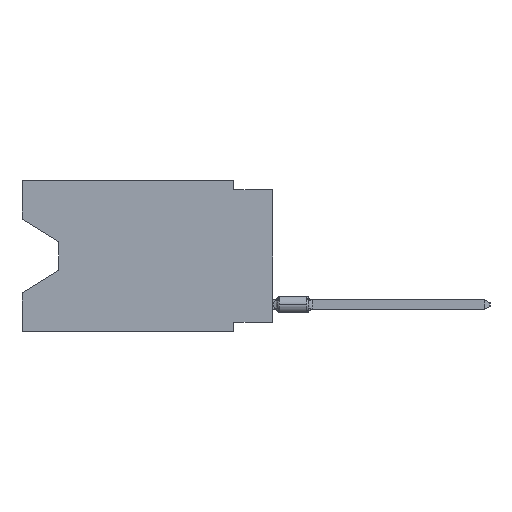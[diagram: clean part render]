
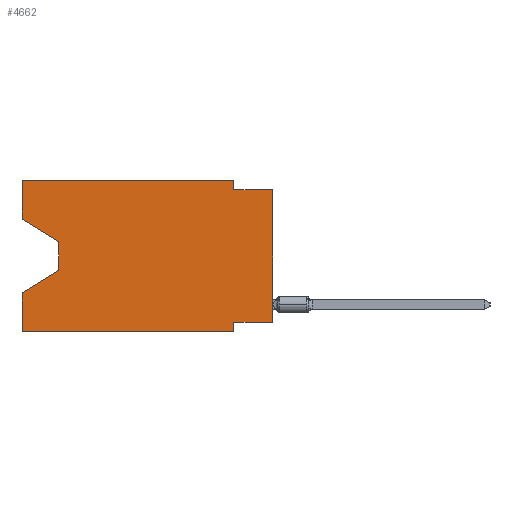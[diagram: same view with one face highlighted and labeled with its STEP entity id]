
A CAD part, left-side view. The second image highlights one B-rep face of the part: STEP entity #4662.
In plain terms, the highlighted planar face has unit normal (-1, 0, 0).
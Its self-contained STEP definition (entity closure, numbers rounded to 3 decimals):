
#317 = DIRECTION ( 'NONE',  ( 0., 0., -1. ) ) ;
#347 = EDGE_CURVE ( 'NONE', #7140, #16444, #6370, .T. ) ;
#702 = LINE ( 'NONE', #2769, #23024 ) ;
#714 = LINE ( 'NONE', #9722, #28645 ) ;
#938 = EDGE_CURVE ( 'NONE', #9233, #26763, #714, .T. ) ;
#1179 = CARTESIAN_POINT ( 'NONE',  ( 0., 16.383, -2.546 ) ) ;
#1401 = CARTESIAN_POINT ( 'NONE',  ( 0., 16.383, 0. ) ) ;
#1822 = ORIENTED_EDGE ( 'NONE', *, *, #347, .F. ) ;
#2100 = ORIENTED_EDGE ( 'NONE', *, *, #20743, .F. ) ;
#2589 = VERTEX_POINT ( 'NONE', #5175 ) ;
#2769 = CARTESIAN_POINT ( 'NONE',  ( 0., 13.97, -5.893 ) ) ;
#2840 = VECTOR ( 'NONE', #10189, 1000. ) ;
#2888 = CARTESIAN_POINT ( 'NONE',  ( 0., 16.383, -9.906 ) ) ;
#3027 = CARTESIAN_POINT ( 'NONE',  ( 0., 16.383, -9.906 ) ) ;
#3184 = LINE ( 'NONE', #3027, #4752 ) ;
#3192 = DIRECTION ( 'NONE',  ( 1., 0., 0. ) ) ;
#3728 = CARTESIAN_POINT ( 'NONE',  ( 0., 16.383, 0. ) ) ;
#3767 = FACE_OUTER_BOUND ( 'NONE', #5563, .T. ) ;
#3959 = EDGE_CURVE ( 'NONE', #20410, #23779, #25897, .T. ) ;
#4570 = ORIENTED_EDGE ( 'NONE', *, *, #23793, .T. ) ;
#4662 = ADVANCED_FACE ( 'NONE', ( #3767 ), #7753, .F. ) ;
#4752 = VECTOR ( 'NONE', #5539, 1000. ) ;
#5117 = VERTEX_POINT ( 'NONE', #5776 ) ;
#5175 = CARTESIAN_POINT ( 'NONE',  ( 0., 13.97, -5.893 ) ) ;
#5539 = DIRECTION ( 'NONE',  ( 0., -1., 0. ) ) ;
#5563 = EDGE_LOOP ( 'NONE', ( #19049, #4570, #8600, #1822, #17201, #2100, #15893, #7100, #24475, #9201, #12209, #13439 ) ) ;
#5776 = CARTESIAN_POINT ( 'NONE',  ( 0., 16.383, 0. ) ) ;
#5888 = CARTESIAN_POINT ( 'NONE',  ( 0., 0., 0. ) ) ;
#6370 = LINE ( 'NONE', #26640, #28623 ) ;
#6720 = CARTESIAN_POINT ( 'NONE',  ( 0., 16.383, 0. ) ) ;
#7089 = CARTESIAN_POINT ( 'NONE',  ( 0., 2.54, -9.906 ) ) ;
#7100 = ORIENTED_EDGE ( 'NONE', *, *, #24358, .T. ) ;
#7136 = VERTEX_POINT ( 'NONE', #21074 ) ;
#7140 = VERTEX_POINT ( 'NONE', #2888 ) ;
#7753 = PLANE ( 'NONE',  #22644 ) ;
#8212 = CARTESIAN_POINT ( 'NONE',  ( 0., 2.54, -9.906 ) ) ;
#8600 = ORIENTED_EDGE ( 'NONE', *, *, #12341, .T. ) ;
#9201 = ORIENTED_EDGE ( 'NONE', *, *, #25286, .F. ) ;
#9233 = VERTEX_POINT ( 'NONE', #27964 ) ;
#9381 = VECTOR ( 'NONE', #12651, 1000. ) ;
#9561 = DIRECTION ( 'NONE',  ( 0., 0.855, -0.519 ) ) ;
#9722 = CARTESIAN_POINT ( 'NONE',  ( 0., 0., -0.635 ) ) ;
#10049 = LINE ( 'NONE', #21585, #22070 ) ;
#10072 = EDGE_CURVE ( 'NONE', #20410, #5117, #13094, .T. ) ;
#10189 = DIRECTION ( 'NONE',  ( 0., -0.855, -0.519 ) ) ;
#10878 = CARTESIAN_POINT ( 'NONE',  ( 0., 13.97, -4.013 ) ) ;
#10941 = VERTEX_POINT ( 'NONE', #12975 ) ;
#11308 = VECTOR ( 'NONE', #18337, 1000. ) ;
#12209 = ORIENTED_EDGE ( 'NONE', *, *, #13154, .F. ) ;
#12341 = EDGE_CURVE ( 'NONE', #2589, #16444, #702, .T. ) ;
#12590 = LINE ( 'NONE', #3728, #29150 ) ;
#12651 = DIRECTION ( 'NONE',  ( 0., 0., -1. ) ) ;
#12975 = CARTESIAN_POINT ( 'NONE',  ( 0., 2.54, 0. ) ) ;
#13094 = LINE ( 'NONE', #6720, #23905 ) ;
#13154 = EDGE_CURVE ( 'NONE', #5117, #10941, #12590, .T. ) ;
#13439 = ORIENTED_EDGE ( 'NONE', *, *, #10072, .F. ) ;
#13544 = EDGE_CURVE ( 'NONE', #17058, #7136, #10049, .T. ) ;
#14186 = VERTEX_POINT ( 'NONE', #8212 ) ;
#15415 = DIRECTION ( 'NONE',  ( 0., 0., 1. ) ) ;
#15893 = ORIENTED_EDGE ( 'NONE', *, *, #13544, .F. ) ;
#16049 = VECTOR ( 'NONE', #21426, 1000. ) ;
#16444 = VERTEX_POINT ( 'NONE', #23539 ) ;
#17058 = VERTEX_POINT ( 'NONE', #19488 ) ;
#17201 = ORIENTED_EDGE ( 'NONE', *, *, #25128, .T. ) ;
#17971 = DIRECTION ( 'NONE',  ( 0., 0., 1. ) ) ;
#18337 = DIRECTION ( 'NONE',  ( 0., 0., -1. ) ) ;
#18646 = LINE ( 'NONE', #22652, #20345 ) ;
#18759 = DIRECTION ( 'NONE',  ( 0., -1., 0. ) ) ;
#18822 = DIRECTION ( 'NONE',  ( 0., -1., 0. ) ) ;
#19049 = ORIENTED_EDGE ( 'NONE', *, *, #3959, .T. ) ;
#19488 = CARTESIAN_POINT ( 'NONE',  ( 0., 0., -9.271 ) ) ;
#20048 = CARTESIAN_POINT ( 'NONE',  ( 0., 13.97, -4.013 ) ) ;
#20345 = VECTOR ( 'NONE', #317, 1000. ) ;
#20410 = VERTEX_POINT ( 'NONE', #25323 ) ;
#20743 = EDGE_CURVE ( 'NONE', #7136, #14186, #29165, .T. ) ;
#21074 = CARTESIAN_POINT ( 'NONE',  ( 0., 2.54, -9.271 ) ) ;
#21426 = DIRECTION ( 'NONE',  ( 0., 0., 1. ) ) ;
#21585 = CARTESIAN_POINT ( 'NONE',  ( 0., 0., -9.271 ) ) ;
#22070 = VECTOR ( 'NONE', #25597, 1000. ) ;
#22644 = AXIS2_PLACEMENT_3D ( 'NONE', #1401, #3192, #24029 ) ;
#22652 = CARTESIAN_POINT ( 'NONE',  ( 0., 2.54, 0. ) ) ;
#23024 = VECTOR ( 'NONE', #9561, 1000. ) ;
#23520 = LINE ( 'NONE', #5888, #16049 ) ;
#23539 = CARTESIAN_POINT ( 'NONE',  ( 0., 16.383, -7.36 ) ) ;
#23779 = VERTEX_POINT ( 'NONE', #10878 ) ;
#23793 = EDGE_CURVE ( 'NONE', #23779, #2589, #26853, .T. ) ;
#23905 = VECTOR ( 'NONE', #17971, 1000. ) ;
#24029 = DIRECTION ( 'NONE',  ( 0., 0., -1. ) ) ;
#24358 = EDGE_CURVE ( 'NONE', #17058, #26763, #23520, .T. ) ;
#24475 = ORIENTED_EDGE ( 'NONE', *, *, #938, .F. ) ;
#25128 = EDGE_CURVE ( 'NONE', #7140, #14186, #3184, .T. ) ;
#25286 = EDGE_CURVE ( 'NONE', #10941, #9233, #18646, .T. ) ;
#25323 = CARTESIAN_POINT ( 'NONE',  ( 0., 16.383, -2.546 ) ) ;
#25597 = DIRECTION ( 'NONE',  ( 0., 1., 0. ) ) ;
#25897 = LINE ( 'NONE', #1179, #2840 ) ;
#26640 = CARTESIAN_POINT ( 'NONE',  ( 0., 16.383, 0. ) ) ;
#26763 = VERTEX_POINT ( 'NONE', #28241 ) ;
#26853 = LINE ( 'NONE', #20048, #9381 ) ;
#27964 = CARTESIAN_POINT ( 'NONE',  ( 0., 2.54, -0.635 ) ) ;
#28241 = CARTESIAN_POINT ( 'NONE',  ( 0., 0., -0.635 ) ) ;
#28623 = VECTOR ( 'NONE', #15415, 1000. ) ;
#28645 = VECTOR ( 'NONE', #18759, 1000. ) ;
#29150 = VECTOR ( 'NONE', #18822, 1000. ) ;
#29165 = LINE ( 'NONE', #7089, #11308 ) ;
